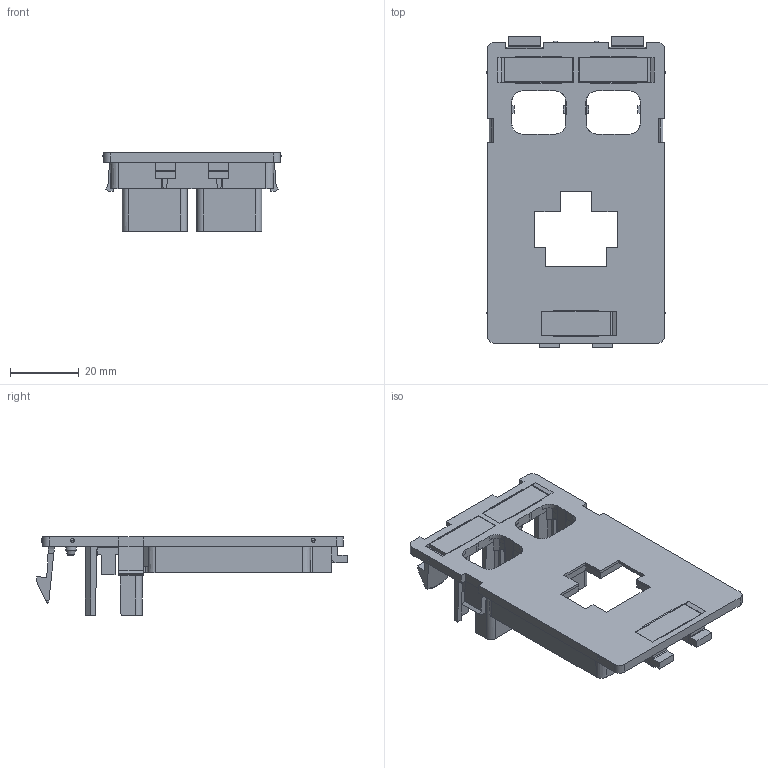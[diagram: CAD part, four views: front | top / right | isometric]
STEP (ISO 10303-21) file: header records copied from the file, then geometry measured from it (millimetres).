
FILE_DESCRIPTION(('CATIA V5 STEP Exchange','CAx-IF Rec.Pracs.--- Model Styling and Organization---1.4--- 2014-01-23'),'2;1');
FILE_NAME ('013603-3_2', '2019-10-23T05:46:34+00:00', ('none'), ('Weidmueller'), 'CATIA Version 5-6 Release 2016 SP3 HF44', 'CATIA V5 STEP AP214', 'none');
FILE_SCHEMA(('AUTOMOTIVE_DESIGN { 1 0 10303 214 1 1 1 1 }'));
Length unit declared in the file: millimetre
Products named in the file (1): 1450700000
Bounding box: 51.9 x 90.5 x 22.8 mm (x, y, z)
Volume: 13906.5 mm3; surface area: 18608.1 mm2
Topology: 4 solids, 4 shells, 657 faces, 1807 edges, 1172 vertices
Faces by surface type: plane 484, cylinder 103, cone 20, torus 20, sphere 12, extrusion 10, bspline 8
Entity records: 19892 total; most frequent: CARTESIAN_POINT 4585, ORIENTED_EDGE 3590, DIRECTION 2423, EDGE_CURVE 1795, VECTOR 1365, LINE 1355, VERTEX_POINT 1172, EDGE_LOOP 689
